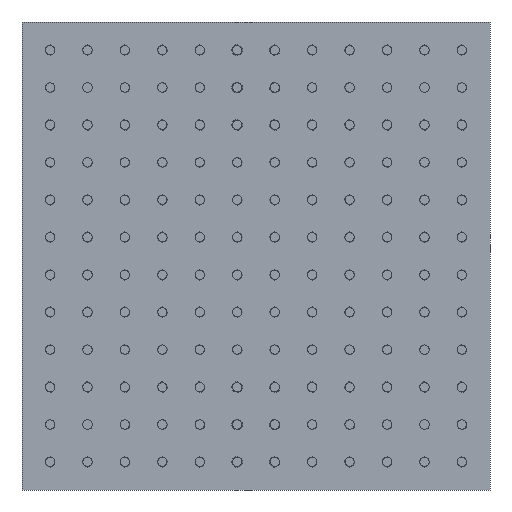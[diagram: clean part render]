
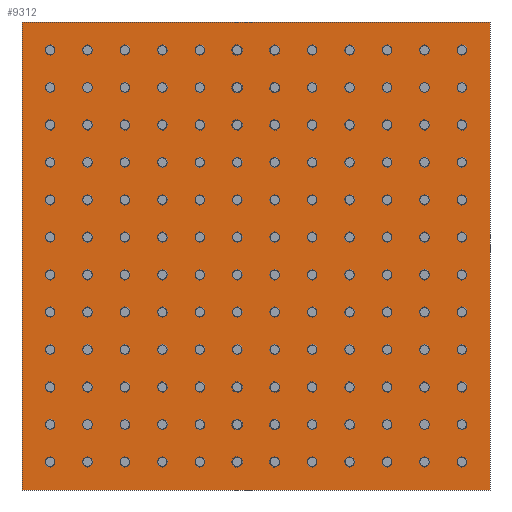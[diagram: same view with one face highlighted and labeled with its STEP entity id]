
A CAD part, front view. The second image highlights one B-rep face of the part: STEP entity #9312.
In plain terms, the highlighted planar face has unit normal (0, -1, 0).
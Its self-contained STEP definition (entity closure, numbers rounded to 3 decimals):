
#29 = FACE_OUTER_BOUND ( 'NONE', #10820, .T. ) ;
#331 = VECTOR ( 'NONE', #7418, 1000. ) ;
#1037 = LINE ( 'NONE', #8598, #331 ) ;
#1149 = CARTESIAN_POINT ( 'NONE',  ( -5., 0.165, -5. ) ) ;
#1232 = CARTESIAN_POINT ( 'NONE',  ( 5., 0.165, 5. ) ) ;
#1516 = VECTOR ( 'NONE', #1693, 1000. ) ;
#1693 = DIRECTION ( 'NONE',  ( -1., 0., 0. ) ) ;
#2300 = CARTESIAN_POINT ( 'NONE',  ( -5., 0.165, 5. ) ) ;
#2767 = LINE ( 'NONE', #7700, #14914 ) ;
#2787 = VERTEX_POINT ( 'NONE', #10806 ) ;
#2969 = EDGE_CURVE ( 'NONE', #11709, #8945, #8836, .T. ) ;
#3412 = DIRECTION ( 'NONE',  ( 0., -1., 0. ) ) ;
#3577 = EDGE_CURVE ( 'NONE', #8945, #14061, #2767, .T. ) ;
#3864 = ORIENTED_EDGE ( 'NONE', *, *, #11203, .F. ) ;
#4261 = ORIENTED_EDGE ( 'NONE', *, *, #7495, .F. ) ;
#4640 = LINE ( 'NONE', #6368, #1516 ) ;
#6368 = CARTESIAN_POINT ( 'NONE',  ( -5., 0.165, -5. ) ) ;
#6525 = DIRECTION ( 'NONE',  ( 1., 0., 0. ) ) ;
#7418 = DIRECTION ( 'NONE',  ( 0., 0., -1. ) ) ;
#7495 = EDGE_CURVE ( 'NONE', #2787, #11709, #4640, .T. ) ;
#7700 = CARTESIAN_POINT ( 'NONE',  ( -5., 0.165, 5. ) ) ;
#8194 = ORIENTED_EDGE ( 'NONE', *, *, #2969, .F. ) ;
#8598 = CARTESIAN_POINT ( 'NONE',  ( 5., 0.165, 5. ) ) ;
#8836 = LINE ( 'NONE', #2300, #14761 ) ;
#8945 = VERTEX_POINT ( 'NONE', #13539 ) ;
#9312 = ADVANCED_FACE ( 'NONE', ( #29 ), #11574, .T. ) ;
#10806 = CARTESIAN_POINT ( 'NONE',  ( 5., 0.165, -5. ) ) ;
#10820 = EDGE_LOOP ( 'NONE', ( #3864, #15087, #8194, #4261 ) ) ;
#11113 = AXIS2_PLACEMENT_3D ( 'NONE', #13938, #3412, #11622 ) ;
#11203 = EDGE_CURVE ( 'NONE', #14061, #2787, #1037, .T. ) ;
#11574 = PLANE ( 'NONE',  #11113 ) ;
#11622 = DIRECTION ( 'NONE',  ( 0., 0., -1. ) ) ;
#11709 = VERTEX_POINT ( 'NONE', #1149 ) ;
#13539 = CARTESIAN_POINT ( 'NONE',  ( -5., 0.165, 5. ) ) ;
#13938 = CARTESIAN_POINT ( 'NONE',  ( 0., 0.165, 0. ) ) ;
#14061 = VERTEX_POINT ( 'NONE', #1232 ) ;
#14761 = VECTOR ( 'NONE', #15297, 1000. ) ;
#14914 = VECTOR ( 'NONE', #6525, 1000. ) ;
#15087 = ORIENTED_EDGE ( 'NONE', *, *, #3577, .F. ) ;
#15297 = DIRECTION ( 'NONE',  ( 0., 0., 1. ) ) ;
